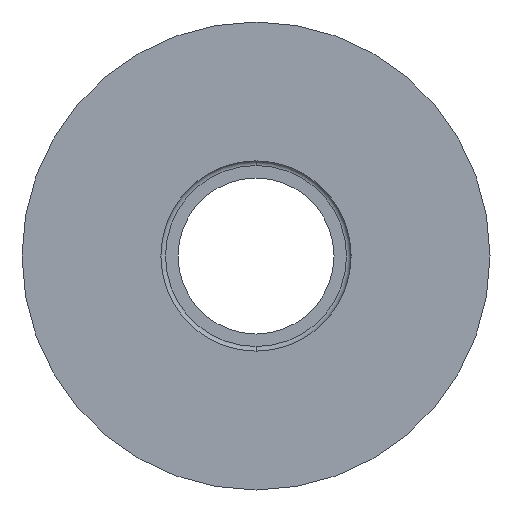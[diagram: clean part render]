
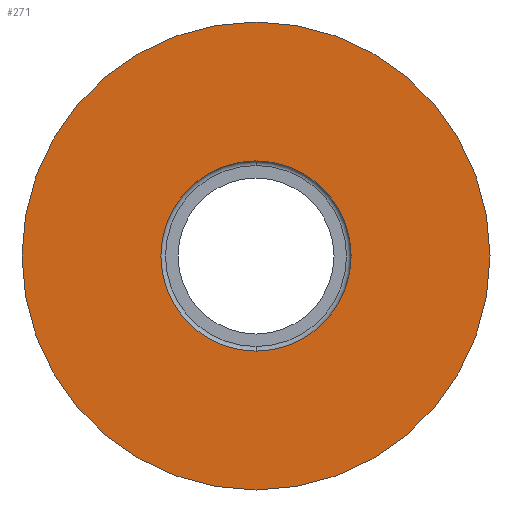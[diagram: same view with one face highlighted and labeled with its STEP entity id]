
A CAD part, left-side view. The second image highlights one B-rep face of the part: STEP entity #271.
In plain terms, the highlighted planar face has unit normal (-1, 0, 0).
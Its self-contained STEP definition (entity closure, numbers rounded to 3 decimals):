
#20 = ORIENTED_EDGE ( 'NONE', *, *, #283, .F. ) ;
#24 = CIRCLE ( 'NONE', #195, 15. ) ;
#25 = AXIS2_PLACEMENT_3D ( 'NONE', #122, #446, #167 ) ;
#29 = AXIS2_PLACEMENT_3D ( 'NONE', #383, #106, #426 ) ;
#46 = AXIS2_PLACEMENT_3D ( 'NONE', #459, #190, #482 ) ;
#66 = CARTESIAN_POINT ( 'NONE',  ( 0., 0., -6.1 ) ) ;
#73 = CARTESIAN_POINT ( 'NONE',  ( 0., 0., 0. ) ) ;
#79 = CIRCLE ( 'NONE', #25, 6.1 ) ;
#106 = DIRECTION ( 'NONE',  ( 1., 0., 0. ) ) ;
#120 = DIRECTION ( 'NONE',  ( 0., 0., -1. ) ) ;
#122 = CARTESIAN_POINT ( 'NONE',  ( 0., 0., 0. ) ) ;
#138 = AXIS2_PLACEMENT_3D ( 'NONE', #73, #397, #120 ) ;
#145 = CIRCLE ( 'NONE', #138, 6.1 ) ;
#151 = CARTESIAN_POINT ( 'NONE',  ( 0., 0., 6.1 ) ) ;
#167 = DIRECTION ( 'NONE',  ( 0., 0., -1. ) ) ;
#170 = DIRECTION ( 'NONE',  ( 1., 0., 0. ) ) ;
#187 = CARTESIAN_POINT ( 'NONE',  ( 0., 0., -15. ) ) ;
#190 = DIRECTION ( 'NONE',  ( -1., 0., 0. ) ) ;
#195 = AXIS2_PLACEMENT_3D ( 'NONE', #447, #170, #469 ) ;
#260 = ORIENTED_EDGE ( 'NONE', *, *, #452, .T. ) ;
#269 = VERTEX_POINT ( 'NONE', #187 ) ;
#271 = ADVANCED_FACE ( 'NONE', ( #273, #517 ), #336, .T. ) ;
#273 = FACE_BOUND ( 'NONE', #300, .T. ) ;
#283 = EDGE_CURVE ( 'NONE', #269, #411, #341, .T. ) ;
#300 = EDGE_LOOP ( 'NONE', ( #260, #352 ) ) ;
#301 = VERTEX_POINT ( 'NONE', #151 ) ;
#336 = PLANE ( 'NONE',  #46 ) ;
#341 = CIRCLE ( 'NONE', #29, 15. ) ;
#345 = ORIENTED_EDGE ( 'NONE', *, *, #481, .F. ) ;
#352 = ORIENTED_EDGE ( 'NONE', *, *, #472, .T. ) ;
#363 = VERTEX_POINT ( 'NONE', #66 ) ;
#383 = CARTESIAN_POINT ( 'NONE',  ( 0., 0., 0. ) ) ;
#397 = DIRECTION ( 'NONE',  ( 1., 0., 0. ) ) ;
#411 = VERTEX_POINT ( 'NONE', #536 ) ;
#426 = DIRECTION ( 'NONE',  ( 0., 0., -1. ) ) ;
#446 = DIRECTION ( 'NONE',  ( 1., 0., 0. ) ) ;
#447 = CARTESIAN_POINT ( 'NONE',  ( 0., 0., 0. ) ) ;
#452 = EDGE_CURVE ( 'NONE', #363, #301, #145, .T. ) ;
#459 = CARTESIAN_POINT ( 'NONE',  ( 0., 0., -6.1 ) ) ;
#469 = DIRECTION ( 'NONE',  ( 0., 0., -1. ) ) ;
#472 = EDGE_CURVE ( 'NONE', #301, #363, #79, .T. ) ;
#481 = EDGE_CURVE ( 'NONE', #411, #269, #24, .T. ) ;
#482 = DIRECTION ( 'NONE',  ( 0., 0., 1. ) ) ;
#517 = FACE_OUTER_BOUND ( 'NONE', #519, .T. ) ;
#519 = EDGE_LOOP ( 'NONE', ( #20, #345 ) ) ;
#536 = CARTESIAN_POINT ( 'NONE',  ( 0., 0., 15. ) ) ;
